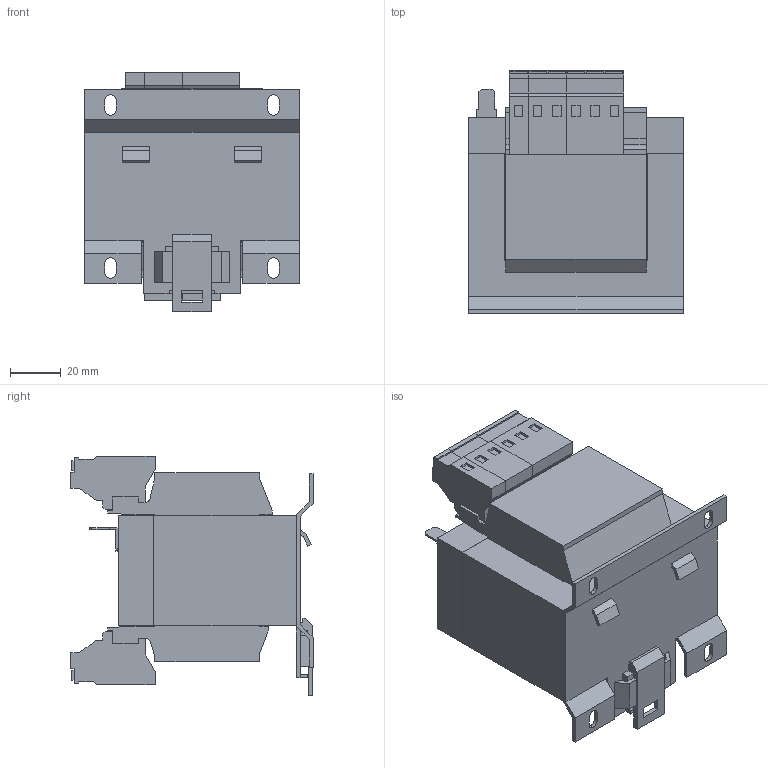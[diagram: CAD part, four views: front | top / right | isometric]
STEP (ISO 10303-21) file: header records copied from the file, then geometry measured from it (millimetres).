
FILE_DESCRIPTION (( 'STEP AP214' ), '1' );
FILE_NAME ('221642.STEP', '2020-06-22T12:07:25', ( '' ), ( '' ), 'SwSTEP 2.0', 'SolidWorks 2018', '' );
FILE_SCHEMA (( 'AUTOMOTIVE_DESIGN' ));
Length unit declared in the file: millimetre
Products named in the file (1): 221642
Bounding box: 84 x 95.15 x 94.05 mm (x, y, z)
Volume: 387344.3 mm3; surface area: 66862.9 mm2
Topology: 1 solids, 1 shells, 410 faces, 1059 edges, 686 vertices
Faces by surface type: plane 376, cylinder 34
Entity records: 12275 total; most frequent: CARTESIAN_POINT 2156, ORIENTED_EDGE 2118, DIRECTION 1951, EDGE_CURVE 1059, LINE 989, VECTOR 989, VERTEX_POINT 686, AXIS2_PLACEMENT_3D 481
